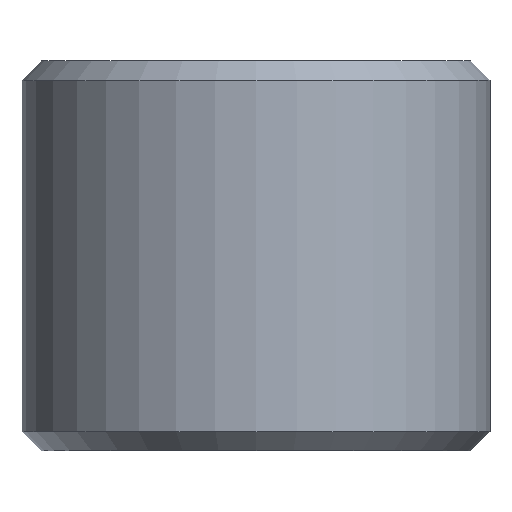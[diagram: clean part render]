
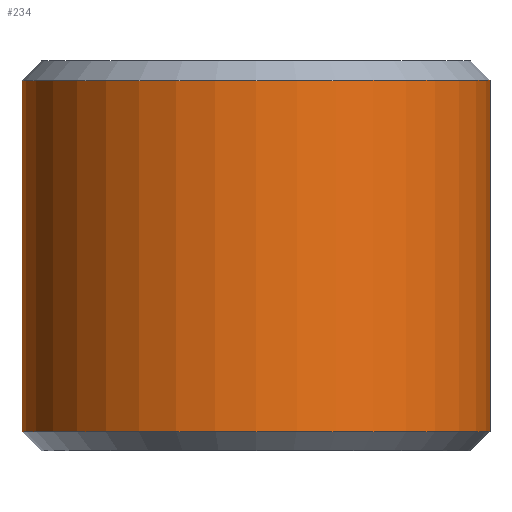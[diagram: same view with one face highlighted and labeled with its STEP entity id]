
A CAD part, front view. The second image highlights one B-rep face of the part: STEP entity #234.
In plain terms, the highlighted cylindrical face has radius 6 mm (diameter 12 mm), a partial arc.
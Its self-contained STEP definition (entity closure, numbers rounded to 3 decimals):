
#125=CARTESIAN_POINT('Vertex',(-6.,0.,9.5)) ;
#128=CARTESIAN_POINT('Axis2P3D Location',(0.,0.,9.5)) ;
#132=CARTESIAN_POINT('Vertex',(6.,0.,9.5)) ;
#192=CARTESIAN_POINT('Axis2P3D Location',(0.,0.,5.)) ;
#197=CARTESIAN_POINT('Line Origine',(-6.,0.,5.)) ;
#201=CARTESIAN_POINT('Vertex',(-6.,0.,0.5)) ;
#204=CARTESIAN_POINT('Line Origine',(6.,0.,5.)) ;
#208=CARTESIAN_POINT('Vertex',(6.,0.,0.5)) ;
#223=CARTESIAN_POINT('Axis2P3D Location',(0.,0.,0.5)) ;
#199=VECTOR('Line Direction',#198,1.) ;
#206=VECTOR('Line Direction',#205,1.) ;
#129=DIRECTION('Axis2P3D Direction',(0.,0.,1.)) ;
#193=DIRECTION('Axis2P3D Direction',(0.,0.,1.)) ;
#194=DIRECTION('Axis2P3D XDirection',(1.,0.,0.)) ;
#198=DIRECTION('Vector Direction',(0.,0.,1.)) ;
#205=DIRECTION('Vector Direction',(0.,0.,1.)) ;
#224=DIRECTION('Axis2P3D Direction',(0.,0.,1.)) ;
#130=AXIS2_PLACEMENT_3D('Circle Axis2P3D',#128,#129,$) ;
#195=AXIS2_PLACEMENT_3D('Cylinder Axis2P3D',#192,#193,#194) ;
#225=AXIS2_PLACEMENT_3D('Circle Axis2P3D',#223,#224,$) ;
#200=LINE('Line',#197,#199) ;
#207=LINE('Line',#204,#206) ;
#131=CIRCLE('generated circle',#130,6.) ;
#226=CIRCLE('generated circle',#225,6.) ;
#196=CYLINDRICAL_SURFACE('generated cylinder',#195,6.) ;
#134=EDGE_CURVE('',#126,#133,#131,.T.) ;
#203=EDGE_CURVE('',#202,#126,#200,.T.) ;
#210=EDGE_CURVE('',#209,#133,#207,.T.) ;
#227=EDGE_CURVE('',#202,#209,#226,.T.) ;
#229=ORIENTED_EDGE('',*,*,#210,.T.) ;
#230=ORIENTED_EDGE('',*,*,#134,.F.) ;
#231=ORIENTED_EDGE('',*,*,#203,.F.) ;
#232=ORIENTED_EDGE('',*,*,#227,.T.) ;
#228=EDGE_LOOP('',(#229,#230,#231,#232)) ;
#126=VERTEX_POINT('',#125) ;
#133=VERTEX_POINT('',#132) ;
#202=VERTEX_POINT('',#201) ;
#209=VERTEX_POINT('',#208) ;
#234=ADVANCED_FACE('PartBody',(#233),#196,.T.) ;
#233=FACE_OUTER_BOUND('',#228,.T.) ;
